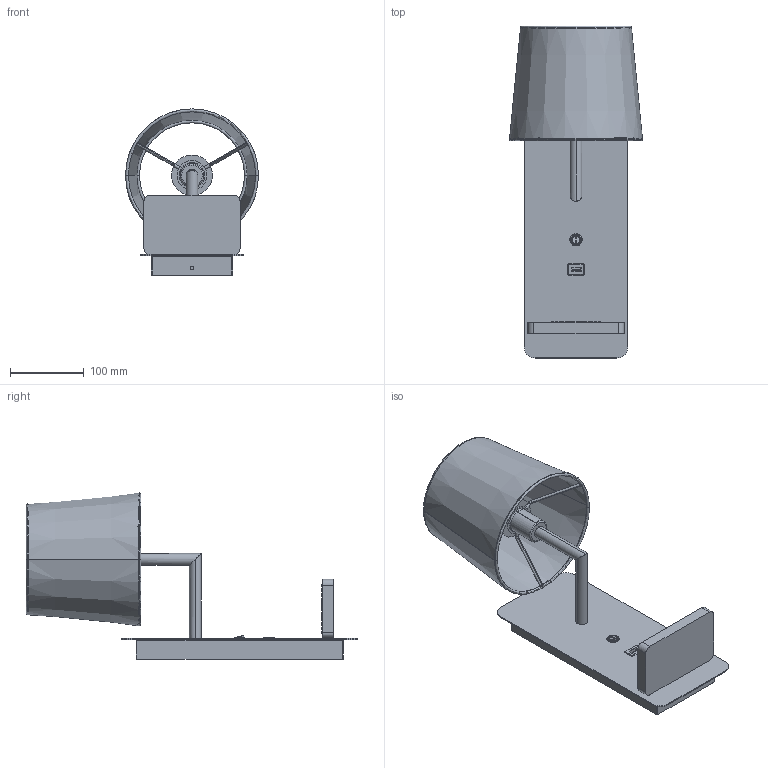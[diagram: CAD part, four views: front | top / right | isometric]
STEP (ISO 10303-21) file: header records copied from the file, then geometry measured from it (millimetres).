
FILE_DESCRIPTION (( 'STEP AP214' ), '1' );
FILE_NAME ('LWA421.STEP', '2021-11-01T06:17:40', ( 'GH' ), ( 'Microsoft' ), 'SwSTEP 2.0', 'SolidWorks 2013', '' );
FILE_SCHEMA (( 'AUTOMOTIVE_DESIGN' ));
Length unit declared in the file: millimetre
Products named in the file (10): 小圆形翘板开关(白色); LWA421; 酗源倛醱啣-旳; 酗源倛菁碟A-旳; 袪倛票腑欶; 喃萇臏啣-晜; 眻褒沺奪; E14腑戚(俋劃); 拸盄喃萇啣; USB-A諉諳-眻晚
Assembly tree (9 placements, depth 2):
  LWA421
    酗源倛醱啣-旳
    酗源倛菁碟A-旳
    眻褒沺奪
    E14腑戚(俋劃)
    袪倛票腑欶
    喃萇臏啣-晜
    小圆形翘板开关(白色)
    USB-A諉諳-眻晚
    拸盄喃萇啣
Bounding box: 180 x 449 x 225 mm (x, y, z)
Volume: 323926.3 mm3; surface area: 435823.1 mm2
Topology: 14 solids, 14 shells, 417 faces, 1017 edges, 652 vertices
Faces by surface type: plane 218, cylinder 141, torus 34, cone 14, bspline 10
Entity records: 15715 total; most frequent: CARTESIAN_POINT 3535, DIRECTION 2066, ORIENTED_EDGE 2034, EDGE_CURVE 1017, AXIS2_PLACEMENT_3D 722, VERTEX_POINT 652, LINE 622, VECTOR 622
